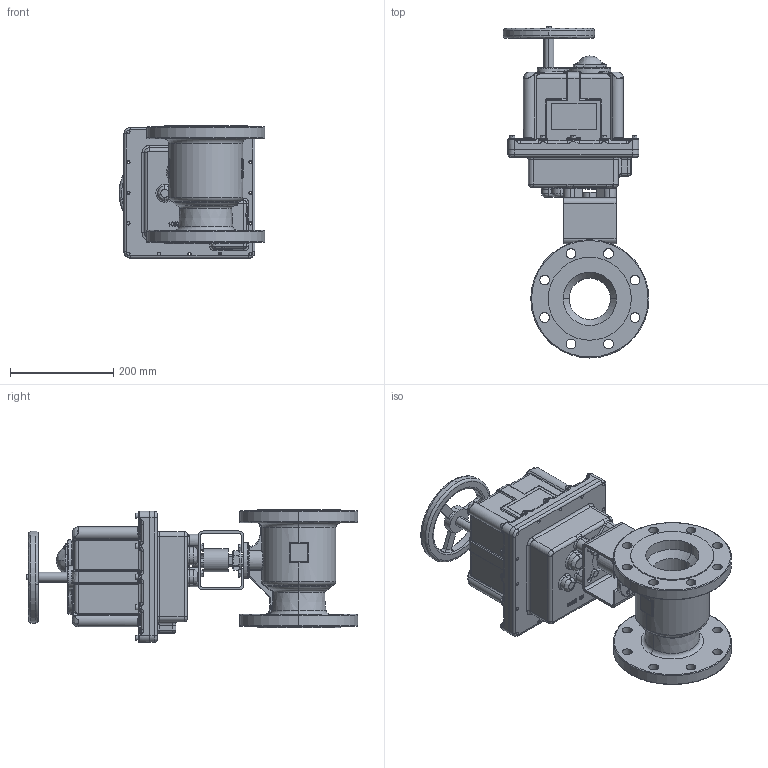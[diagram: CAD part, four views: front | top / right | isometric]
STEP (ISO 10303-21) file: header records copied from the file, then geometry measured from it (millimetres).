
FILE_DESCRIPTION (( 'STEP AP203' ), '1' );
FILE_NAME ('2000R-400_ER-20.STEP', '2018-01-18T15:20:14', ( '' ), ( '' ), 'SwSTEP 2.0', 'SolidWorks 2014', '' );
FILE_SCHEMA (( 'CONFIG_CONTROL_DESIGN' ));
Length unit declared in the file: inch
Products named in the file (1): 2000R-400_ER-20
Bounding box: 282.69 x 643.76 x 257.4 mm (x, y, z)
Surface area: 789125.6 mm2 (no closed solid volume)
Topology: 0 solids, 60 shells, 1477 faces, 4425 edges, 2869 vertices
Faces by surface type: cylinder 573, bspline 421, plane 339, cone 94, torus 47, sphere 3
Entity records: 80026 total; most frequent: CARTESIAN_POINT 44092, ORIENTED_EDGE 7528, DIRECTION 6814, EDGE_CURVE 4376, VERTEX_POINT 2869, AXIS2_PLACEMENT_3D 2668, EDGE_LOOP 1637, CIRCLE 1611
